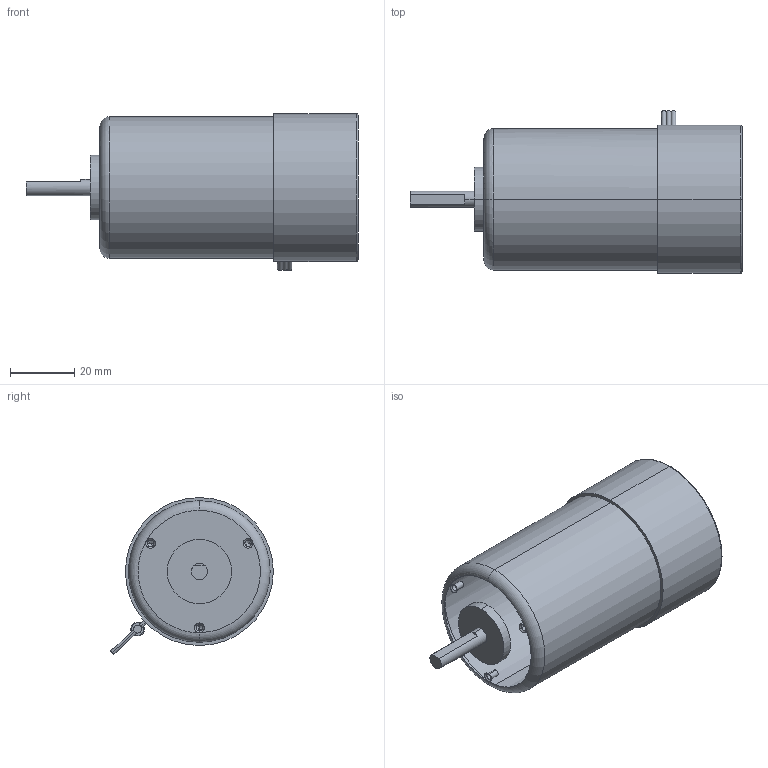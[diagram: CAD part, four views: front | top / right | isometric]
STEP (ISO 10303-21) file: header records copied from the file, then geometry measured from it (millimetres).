
FILE_DESCRIPTION(('starvars output'),'2;1');
FILE_NAME('44bm.stp','09:35:53 2014/09/11',( 'Thomas Industrial Network Germany GmbH'),( 'Thomas Industrial Network Germany GmbH'),'unknown preprocess','ACIS' ,'unknown authorization');
FILE_SCHEMA(('AUTOMOTIVE_DESIGN_CC2 {UNKNOWN IMPLEMENTATION LEVEL}'));
Length unit declared in the file: millimetre
Products named in the file (1): PRODUCT_ID_14
Bounding box: 103.2 x 50.57 x 48.78 mm (x, y, z)
Volume: 133.6 mm3; surface area: 15199.1 mm2
Topology: 1 solids, 2 shells, 75 faces, 152 edges, 81 vertices
Faces by surface type: cylinder 28, plane 23, cone 14, torus 10
Entity records: 2433 total; most frequent: CARTESIAN_POINT 443, ORIENTED_EDGE 306, DIRECTION 226, EDGE_CURVE 147, AXIS2_PLACEMENT_3D 88, VERTEX_POINT 83, EDGE_LOOP 82, FACE_BOUND 82
